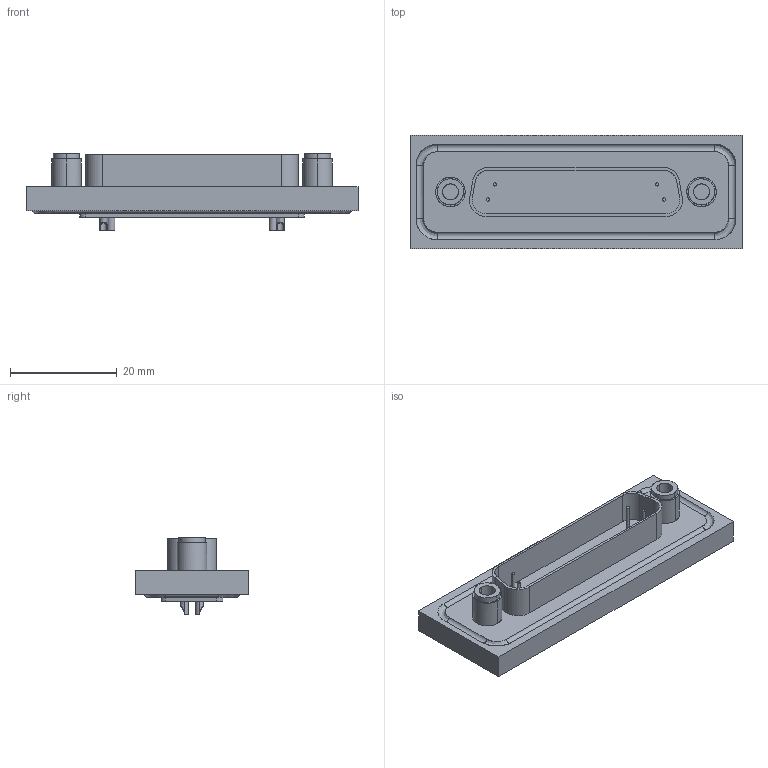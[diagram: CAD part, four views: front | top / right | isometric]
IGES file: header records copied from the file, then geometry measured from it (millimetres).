
Global section: file name: 0967_Dsub-W_male_front_mount_solder_cup_25_pins_metal.igs; preprocessor: I-DEAS 3D IGES Translator 10; date: 20050916.083950; units: millimetre
Bounding box: 62.2 x 21.2 x 14.4 mm (x, y, z)
Surface area: 5198.7 mm2 (no closed solid volume)
Topology: 0 solids, 0 shells, 115 faces, 628 edges, 628 vertices
Faces by surface type: bspline 115
